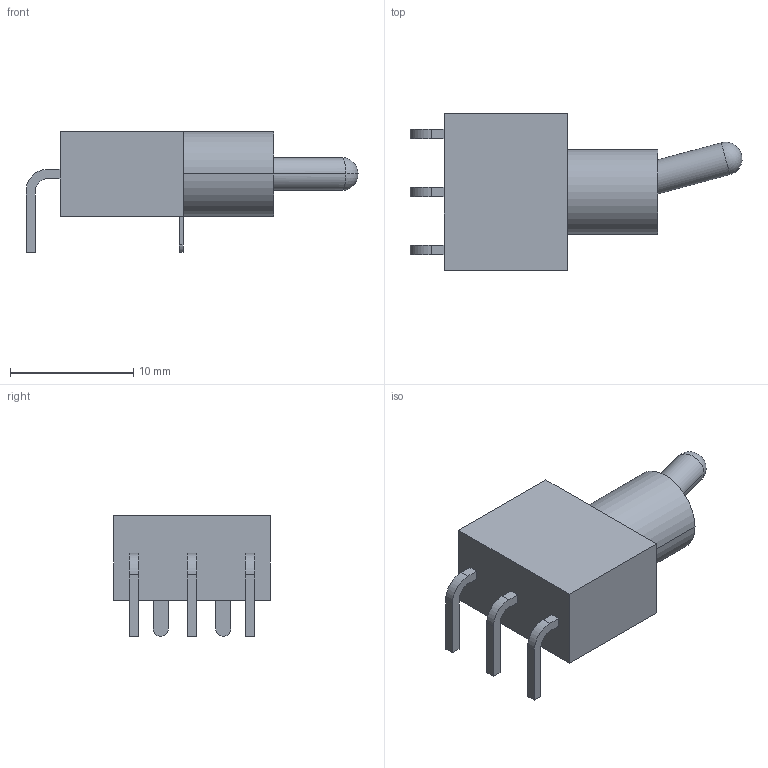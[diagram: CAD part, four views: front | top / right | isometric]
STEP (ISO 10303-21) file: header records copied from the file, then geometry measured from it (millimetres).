
FILE_DESCRIPTION(('FreeCAD Model'),'2;1');
FILE_NAME('User Library-7101MD9ABE CK switch.step', '2017-03-30T08:23:33',('Author'),(''), 'Open CASCADE STEP processor 6.8','FreeCAD','Unknown');
FILE_SCHEMA(('AUTOMOTIVE_DESIGN_CC2 { 1 2 10303 214 -1 1 5 4 }'));
Length unit declared in the file: millimetre
Products named in the file (2): ASSEMBLY; User_Library-7101MD9ABE_CK_switch
Assembly tree (1 placements, depth 2):
  ASSEMBLY
    User_Library-7101MD9ABE_CK_switch
Bounding box: 26.93 x 12.7 x 9.79 mm (x, y, z)
Volume: 1188 mm3; surface area: 879.1 mm2
Topology: 1 solids, 1 shells, 55 faces, 144 edges, 94 vertices
Faces by surface type: plane 39, cylinder 14, sphere 2
Entity records: 5699 total; most frequent: CARTESIAN_POINT 2555, DIRECTION 474, ORIENTED_EDGE 284, PCURVE 284, DEFINITIONAL_REPRESENTATION 284, LINE 276, VECTOR 276, EDGE_CURVE 142
